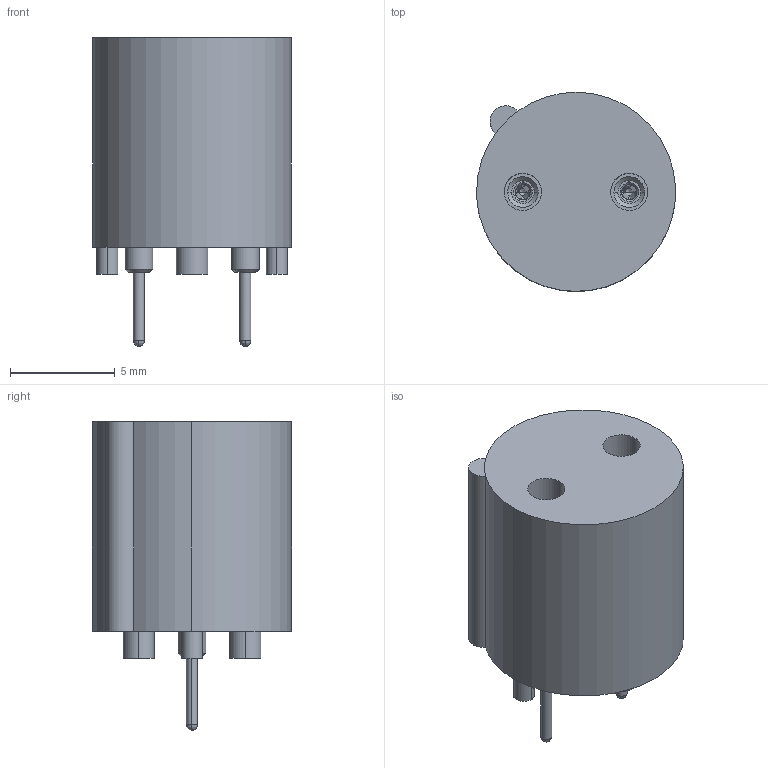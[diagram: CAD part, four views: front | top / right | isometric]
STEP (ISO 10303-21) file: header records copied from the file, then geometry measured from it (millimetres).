
FILE_DESCRIPTION(/* description */ (''),/* implementation_level */ '2;1');
FILE_NAME(/* name */ 'RA1307~1',/* time_stamp */ '2017-12-31T12:21:29+01:00',/* author */ (''),/* organization */ (''),/* preprocessor_version */ 'ST-DEVELOPER v14',/* originating_system */ '',/* authorisation */ '');
FILE_SCHEMA (('AUTOMOTIVE_DESIGN'));
Length unit declared in the file: millimetre
Products named in the file (1): Document
Bounding box: 9.49 x 9.5 x 14.73 mm (x, y, z)
Volume: 687.2 mm3; surface area: 676.3 mm2
Topology: 3 solids, 11 shells, 231 faces, 539 edges, 328 vertices
Faces by surface type: bspline 173, plane 58
Entity records: 10232 total; most frequent: CARTESIAN_POINT 6905, ORIENTED_EDGE 1026, EDGE_CURVE 529, VERTEX_POINT 328, B_SPLINE_CURVE_WITH_KNOTS 324, EDGE_LOOP 251, ADVANCED_FACE 231, FACE_OUTER_BOUND 231
